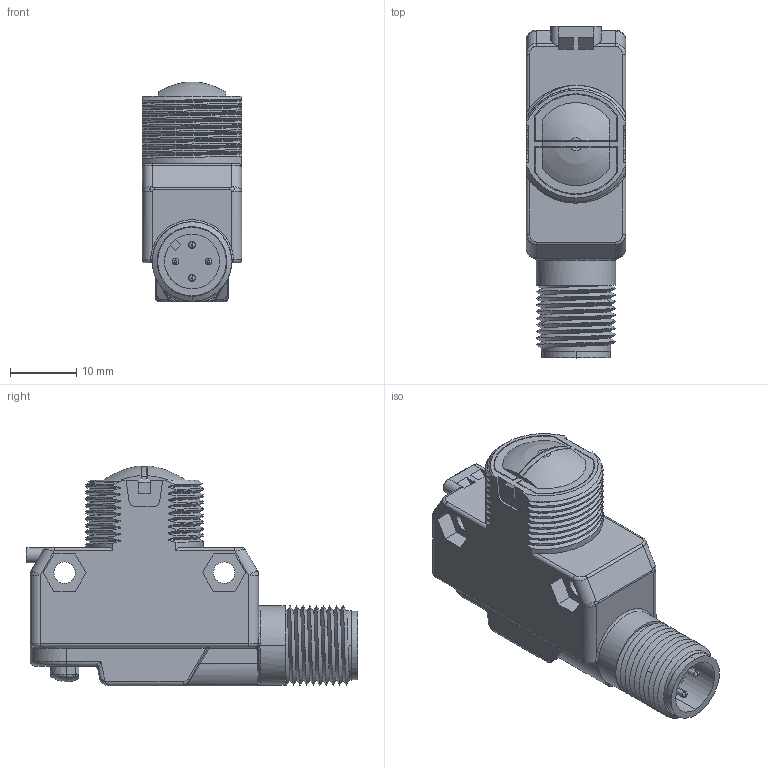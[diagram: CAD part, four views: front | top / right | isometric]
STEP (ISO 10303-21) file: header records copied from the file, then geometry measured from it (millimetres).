
FILE_DESCRIPTION((''),'2;1');
FILE_NAME('139444_SW','2011-05-17T',('banengservice'),('BANNER ENGINEERING'),'PRO/ENGINEER BY PARAMETRIC TECHNOLOGY CORPORATION, 2009141','PRO/ENGINEER BY PARAMETRIC TECHNOLOGY CORPORATION, 2009141','');
FILE_SCHEMA(('CONFIG_CONTROL_DESIGN'));
Length unit declared in the file: inch
Products named in the file (1): 139444_SW
Bounding box: 15 x 50.11 x 33.2 mm (x, y, z)
Volume: 12344.7 mm3; surface area: 5452.5 mm2
Topology: 1 solids, 1 shells, 447 faces, 1123 edges, 692 vertices
Faces by surface type: cylinder 146, bspline 130, plane 125, torus 27, sphere 13, cone 4, revolution 2
Entity records: 24115 total; most frequent: CARTESIAN_POINT 14320, ORIENTED_EDGE 2240, DIRECTION 1697, EDGE_CURVE 1120, VERTEX_POINT 692, AXIS2_PLACEMENT_3D 598, VECTOR 499, LINE 499
